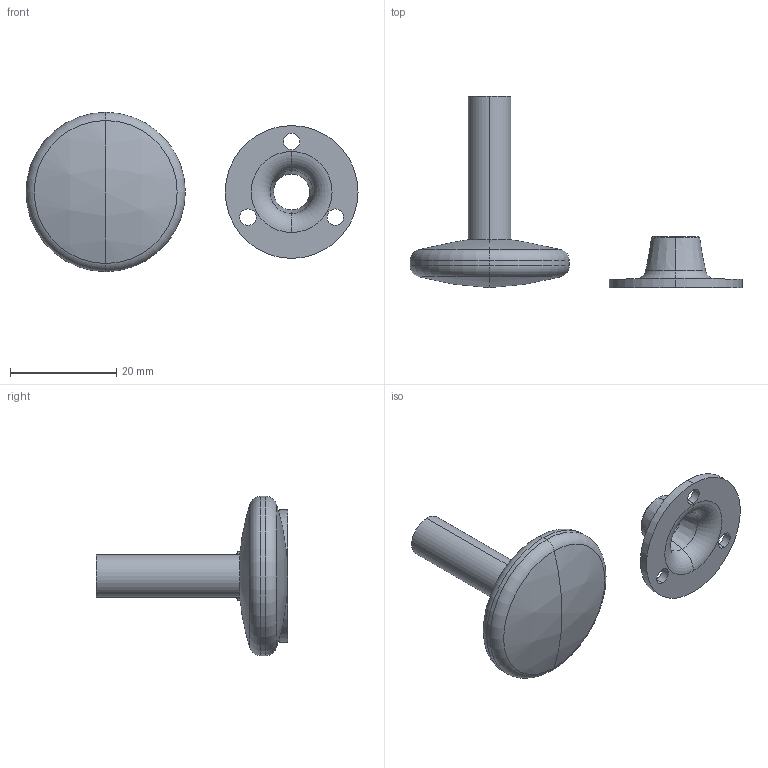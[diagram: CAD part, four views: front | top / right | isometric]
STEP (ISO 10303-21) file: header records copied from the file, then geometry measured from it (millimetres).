
FILE_DESCRIPTION (( 'STEP AP203' ), '1' );
FILE_NAME ('KC-27-2.STEP', '2019-10-01T00:33:22', ( '' ), ( '' ), 'SwSTEP 2.0', 'SolidWorks 2014', '' );
FILE_SCHEMA (( 'CONFIG_CONTROL_DESIGN' ));
Length unit declared in the file: millimetre
Products named in the file (3): KC-27-2本体_; KC-27-2; KC-27-2受座_
Assembly tree (2 placements, depth 2):
  KC-27-2
    KC-27-2本体_
    KC-27-2受座_
Bounding box: 62.5 x 36 x 30 mm (x, y, z)
Volume: 6908.4 mm3; surface area: 3841.8 mm2
Topology: 2 solids, 2 shells, 36 faces, 76 edges, 45 vertices
Faces by surface type: cylinder 14, torus 8, cone 6, sphere 4, plane 4
Entity records: 1301 total; most frequent: DIRECTION 214, CARTESIAN_POINT 162, ORIENTED_EDGE 152, AXIS2_PLACEMENT_3D 97, EDGE_CURVE 76, CIRCLE 56, EDGE_LOOP 45, VERTEX_POINT 45
